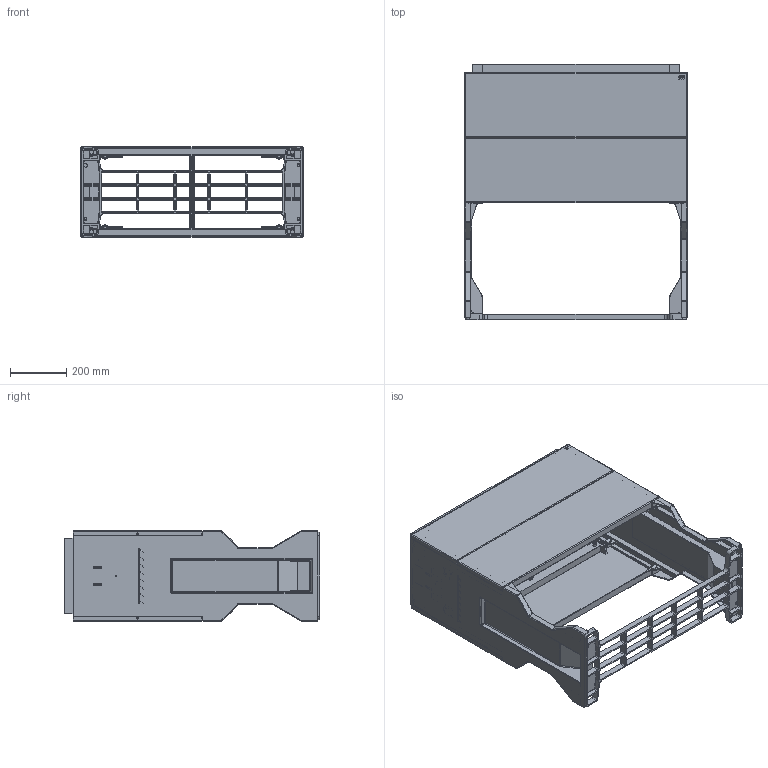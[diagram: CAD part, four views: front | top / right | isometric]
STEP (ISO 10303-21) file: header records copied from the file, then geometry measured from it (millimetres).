
FILE_DESCRIPTION((''),'2;1');
FILE_NAME('OTDF-1_ASM','2021-05-27T',('marketing.praksa'),('Audax d.o.o.'),'CREO PARAMETRIC BY PTC INC, 2017480','CREO PARAMETRIC BY PTC INC, 2017480','');
FILE_SCHEMA(('AUTOMOTIVE_DESIGN { 1 0 10303 214 1 1 1 1 }'));
Products named in the file (15): PN-M-82144_NAKR_TKA_SZE_CIO-867; RYGIEL_1_2_3_4_5_6; PODK-ZACISKOWA_O_8_1_2_3_4_5; PODSTAWA_DIN-POKRYWA_790_DETAL_; PODSTAWA_DIN-BOK_Z_OTW_1_2; PODK_ADKA_FUNDAMENTU_1_2; ROZP_RKA_FUNDAMENTU_320_1_2; KRATA_FUNDAMENTU_DIN_1; REWIZJA_GNIAZDO_1; PN-M-82144_NAKR_TKA_SZE_C-10440; PN-EN_24014_M8__RUBA_Z__BEM_S_3; PODSTAWA_DIN-BOK_DETAL_1_2; PRT9532; PRT8164; OTDF-1_ASM
Assembly tree (29 placements, depth 2):
  OTDF-1_ASM
    PN-M-82144_NAKR_TKA_SZE_CIO-867  x4
    RYGIEL_1_2_3_4_5_6  x4
    PODK-ZACISKOWA_O_8_1_2_3_4_5  x4
    PODSTAWA_DIN-POKRYWA_790_DETAL_  x3
    PODSTAWA_DIN-BOK_Z_OTW_1_2
    PODK_ADKA_FUNDAMENTU_1_2  x4
    ROZP_RKA_FUNDAMENTU_320_1_2
    KRATA_FUNDAMENTU_DIN_1
    REWIZJA_GNIAZDO_1  x2
    PN-M-82144_NAKR_TKA_SZE_C-10440
    PN-EN_24014_M8__RUBA_Z__BEM_S_3
    PODSTAWA_DIN-BOK_DETAL_1_2
    PRT9532
    PRT8164
Bounding box: 793 x 907.25 x 320 mm (x, y, z)
Volume: 8103852 mm3; surface area: 4012082.6 mm2
Topology: 31 solids, 31 shells, 3507 faces, 9223 edges, 5764 vertices
Faces by surface type: plane 1708, cylinder 844, cone 625, torus 130, sphere 128, bspline 72
Entity records: 111681 total; most frequent: CARTESIAN_POINT 16952, ORIENTED_EDGE 12378, DIRECTION 12008, PRESENTATION_STYLE_ASSIGNMENT 8571, STYLED_ITEM 8571, CURVE_STYLE 6189, EDGE_CURVE 6189, AXIS2_PLACEMENT_3D 4004
